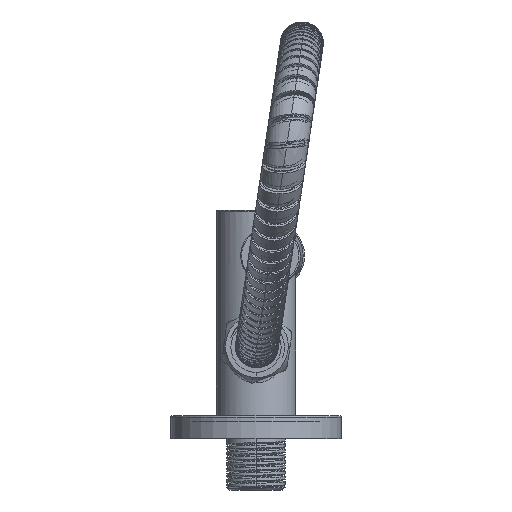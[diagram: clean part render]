
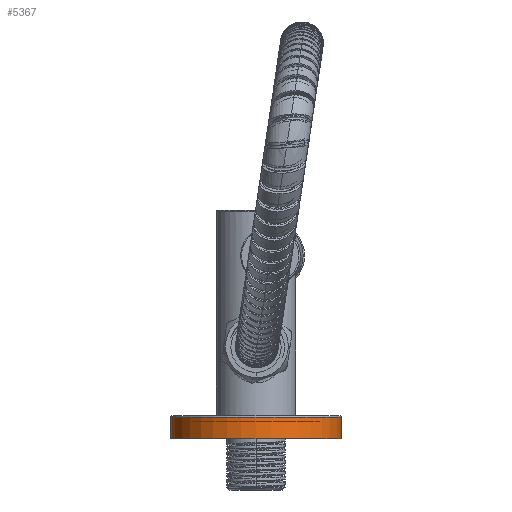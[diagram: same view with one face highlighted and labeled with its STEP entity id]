
A CAD part, front view. The second image highlights one B-rep face of the part: STEP entity #5367.
In plain terms, the highlighted cylindrical face has radius 30 mm (diameter 60 mm), a partial arc.
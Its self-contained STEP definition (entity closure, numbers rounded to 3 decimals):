
#5118=CARTESIAN_POINT('',(0.,0.,0.));
#5119=DIRECTION('',(-1.,0.,0.));
#5120=DIRECTION('',(0.,0.,-1.));
#5121=AXIS2_PLACEMENT_3D('',#5118,#5119,#5120);
#5138=CARTESIAN_POINT('',(7.5,0.,0.));
#5139=DIRECTION('',(1.,0.,0.));
#5140=DIRECTION('',(0.,0.,1.));
#5141=AXIS2_PLACEMENT_3D('',#5138,#5139,#5140);
#5143=DIRECTION('',(1.,0.,0.));
#5144=VECTOR('',#5143,7.5);
#5145=CARTESIAN_POINT('',(0.,0.,-30.));
#5146=LINE('',#5145,#5144);
#5152=DIRECTION('',(1.,0.,0.));
#5153=VECTOR('',#5152,7.5);
#5154=CARTESIAN_POINT('',(0.,0.,30.));
#5155=LINE('',#5154,#5153);
#5165=CARTESIAN_POINT('',(0.,0.,-30.));
#5166=CARTESIAN_POINT('',(0.,0.,30.));
#5167=VERTEX_POINT('',#5165);
#5168=VERTEX_POINT('',#5166);
#5197=CARTESIAN_POINT('',(7.5,0.,-30.));
#5198=CARTESIAN_POINT('',(7.5,0.,30.));
#5199=VERTEX_POINT('',#5197);
#5200=VERTEX_POINT('',#5198);
#5354=CARTESIAN_POINT('',(0.,0.,0.));
#5355=DIRECTION('',(-1.,0.,0.));
#5356=DIRECTION('',(0.,0.,-1.));
#5357=AXIS2_PLACEMENT_3D('',#5354,#5355,#5356);
#5358=CYLINDRICAL_SURFACE('',#5357,30.);
#5359=ORIENTED_EDGE('',*,*,#5210,.T.);
#5361=ORIENTED_EDGE('',*,*,#5360,.F.);
#5362=ORIENTED_EDGE('',*,*,#5342,.T.);
#5364=ORIENTED_EDGE('',*,*,#5363,.T.);
#5365=EDGE_LOOP('',(#5359,#5361,#5362,#5364));
#5366=FACE_OUTER_BOUND('',#5365,.F.);
#5367=ADVANCED_FACE('',(#5366),#5358,.T.);
#5122=CIRCLE('',#5121,30.);
#5142=CIRCLE('',#5141,30.);
#5210=EDGE_CURVE('',#5200,#5199,#5142,.T.);
#5342=EDGE_CURVE('',#5167,#5168,#5122,.T.);
#5360=EDGE_CURVE('',#5167,#5199,#5146,.T.);
#5363=EDGE_CURVE('',#5168,#5200,#5155,.T.);
